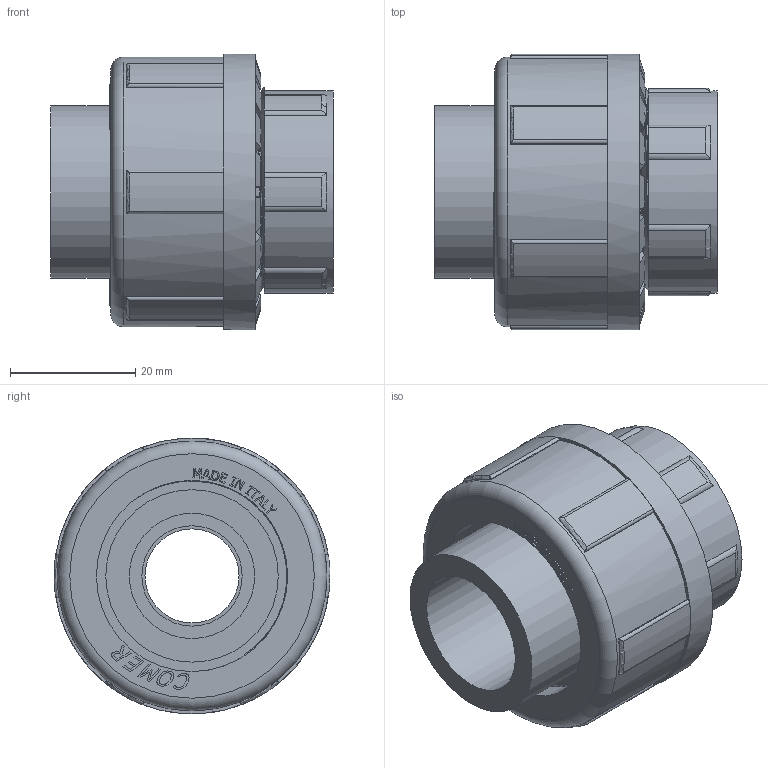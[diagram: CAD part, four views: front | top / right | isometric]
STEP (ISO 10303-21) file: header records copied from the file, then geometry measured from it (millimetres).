
FILE_DESCRIPTION(/* description */ (''),/* implementation_level */ '2;1');
FILE_NAME(/* name */ 'UN82020B.iam.stp',/* time_stamp */ '2017-02-10T10:13:02+01:00',/* author */ ('Eugenio'),/* organization */ (''),/* preprocessor_version */ 'ST-DEVELOPER v16.5',/* originating_system */ 'Autodesk Inventor 2017',/* authorisation */ '');
FILE_SCHEMA (('AUTOMOTIVE_DESIGN { 1 0 10303 214 3 1 1 }'));
Length unit declared in the file: millimetre
Products named in the file (5): UN82020B; UB810200; LAV04075E; NU810200; UE800200
Assembly tree (4 placements, depth 2):
  UN82020B
    UB810200
    LAV04075E
    NU810200
    UE800200
Bounding box: 45 x 43.99 x 43.98 mm (x, y, z)
Volume: 36443.5 mm3; surface area: 30008.2 mm2
Topology: 7 solids, 7 shells, 445 faces, 1162 edges, 758 vertices
Faces by surface type: plane 275, bspline 63, cylinder 57, cone 36, torus 14
Full cylindrical faces by diameter (mm): 15 x1, 16 x1, 18.64 x1, 19.96 x1, 20 x1, 20.96 x2, 25.7 x1, 27.5 x1, 30.236 x2, 30.5 x1, 31.5 x1, 32.25 x1, 33.25 x2, 43 x1, 44 x1
Entity records: 24867 total; most frequent: CARTESIAN_POINT 14189, ORIENTED_EDGE 2278, DIRECTION 1995, EDGE_CURVE 1139, VERTEX_POINT 754, LINE 723, VECTOR 723, AXIS2_PLACEMENT_3D 636
